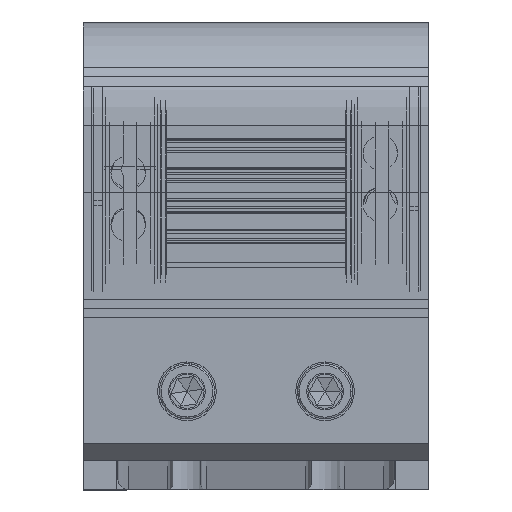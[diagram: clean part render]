
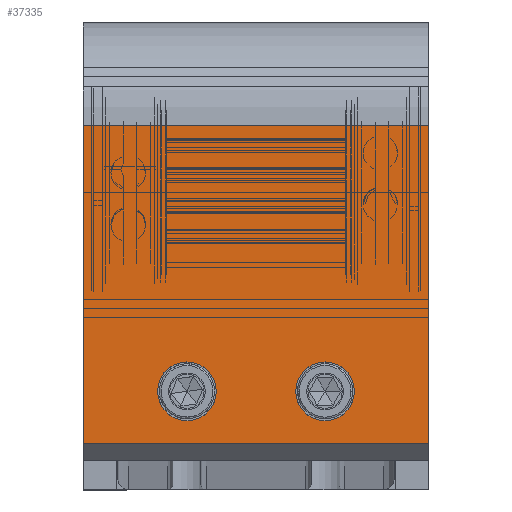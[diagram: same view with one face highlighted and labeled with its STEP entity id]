
A CAD part, top view. The second image highlights one B-rep face of the part: STEP entity #37335.
In plain terms, the highlighted planar face has unit normal (0, 0, 1).
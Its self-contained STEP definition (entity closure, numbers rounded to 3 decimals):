
#12722 = VERTEX_POINT ( 'NONE', #339289 ) ;
#28772 = DIRECTION ( 'NONE',  ( 0., 0., 1. ) ) ;
#30778 = DIRECTION ( 'NONE',  ( 1., 0., 0. ) ) ;
#32504 = LINE ( 'NONE', #344346, #123712 ) ;
#32783 = CARTESIAN_POINT ( 'NONE',  ( 131.658, 218.108, 657.202 ) ) ;
#36446 = CIRCLE ( 'NONE', #126984, 8.5 ) ;
#37335 = ADVANCED_FACE ( 'NONE', ( #384822, #170003, #192962 ), #80863, .F. ) ;
#38519 = DIRECTION ( 'NONE',  ( 0., -1., 0. ) ) ;
#40122 = ORIENTED_EDGE ( 'NONE', *, *, #201380, .F. ) ;
#41643 = CARTESIAN_POINT ( 'NONE',  ( 171.658, 218.108, 657.202 ) ) ;
#44486 = VERTEX_POINT ( 'NONE', #224197 ) ;
#47411 = CARTESIAN_POINT ( 'NONE',  ( 201.658, 203.108, 657.202 ) ) ;
#58612 = CARTESIAN_POINT ( 'NONE',  ( 201.658, 203.108, 657.202 ) ) ;
#61853 = CIRCLE ( 'NONE', #268530, 8.5 ) ;
#62167 = CARTESIAN_POINT ( 'NONE',  ( 101.658, 295.108, 657.202 ) ) ;
#63965 = DIRECTION ( 'NONE',  ( 1., 0., 0. ) ) ;
#64894 = CIRCLE ( 'NONE', #149052, 8.5 ) ;
#69956 = CARTESIAN_POINT ( 'NONE',  ( 131.658, 218.108, 657.202 ) ) ;
#79014 = DIRECTION ( 'NONE',  ( -1., 0., 0. ) ) ;
#80863 = PLANE ( 'NONE',  #270098 ) ;
#81473 = ORIENTED_EDGE ( 'NONE', *, *, #297994, .F. ) ;
#86673 = VECTOR ( 'NONE', #108179, 1000. ) ;
#88097 = LINE ( 'NONE', #181245, #209923 ) ;
#89659 = VERTEX_POINT ( 'NONE', #112585 ) ;
#92755 = VERTEX_POINT ( 'NONE', #58612 ) ;
#104473 = DIRECTION ( 'NONE',  ( 0., 0., 1. ) ) ;
#108179 = DIRECTION ( 'NONE',  ( 0., -1., 0. ) ) ;
#109395 = ORIENTED_EDGE ( 'NONE', *, *, #370796, .T. ) ;
#112302 = ORIENTED_EDGE ( 'NONE', *, *, #333400, .F. ) ;
#112585 = CARTESIAN_POINT ( 'NONE',  ( 180.158, 218.108, 657.202 ) ) ;
#118187 = ORIENTED_EDGE ( 'NONE', *, *, #304054, .T. ) ;
#119071 = CARTESIAN_POINT ( 'NONE',  ( 140.158, 218.108, 657.202 ) ) ;
#120034 = VERTEX_POINT ( 'NONE', #119071 ) ;
#121461 = DIRECTION ( 'NONE',  ( 1., 0., 0. ) ) ;
#123712 = VECTOR ( 'NONE', #38519, 1000. ) ;
#126984 = AXIS2_PLACEMENT_3D ( 'NONE', #69956, #313118, #63965 ) ;
#135844 = VERTEX_POINT ( 'NONE', #291493 ) ;
#138397 = CARTESIAN_POINT ( 'NONE',  ( 101.658, 203.108, 657.202 ) ) ;
#149052 = AXIS2_PLACEMENT_3D ( 'NONE', #41643, #104473, #165244 ) ;
#150967 = AXIS2_PLACEMENT_3D ( 'NONE', #305899, #151923, #121461 ) ;
#151923 = DIRECTION ( 'NONE',  ( 0., 0., 1. ) ) ;
#165244 = DIRECTION ( 'NONE',  ( 1., 0., 0. ) ) ;
#170003 = FACE_BOUND ( 'NONE', #272332, .T. ) ;
#176894 = LINE ( 'NONE', #47411, #86673 ) ;
#181245 = CARTESIAN_POINT ( 'NONE',  ( 201.658, 295.108, 657.202 ) ) ;
#186001 = DIRECTION ( 'NONE',  ( 0., 0., -1. ) ) ;
#188397 = EDGE_CURVE ( 'NONE', #44486, #89659, #64894, .T. ) ;
#192962 = FACE_OUTER_BOUND ( 'NONE', #240774, .T. ) ;
#201380 = EDGE_CURVE ( 'NONE', #92755, #383056, #293793, .T. ) ;
#201544 = ORIENTED_EDGE ( 'NONE', *, *, #304487, .F. ) ;
#203871 = ORIENTED_EDGE ( 'NONE', *, *, #316806, .F. ) ;
#209923 = VECTOR ( 'NONE', #298864, 1000. ) ;
#223993 = VERTEX_POINT ( 'NONE', #62167 ) ;
#224197 = CARTESIAN_POINT ( 'NONE',  ( 163.158, 218.108, 657.202 ) ) ;
#232895 = CARTESIAN_POINT ( 'NONE',  ( 201.658, 203.108, 657.202 ) ) ;
#240774 = EDGE_LOOP ( 'NONE', ( #109395, #40122, #112302, #118187 ) ) ;
#265792 = VECTOR ( 'NONE', #79014, 1000. ) ;
#267350 = CIRCLE ( 'NONE', #150967, 8.5 ) ;
#268530 = AXIS2_PLACEMENT_3D ( 'NONE', #32783, #28772, #30778 ) ;
#270098 = AXIS2_PLACEMENT_3D ( 'NONE', #370348, #186001, #400797 ) ;
#270349 = EDGE_LOOP ( 'NONE', ( #203871, #201544 ) ) ;
#272332 = EDGE_LOOP ( 'NONE', ( #81473, #338104 ) ) ;
#291493 = CARTESIAN_POINT ( 'NONE',  ( 123.158, 218.108, 657.202 ) ) ;
#293793 = LINE ( 'NONE', #232895, #265792 ) ;
#297994 = EDGE_CURVE ( 'NONE', #89659, #44486, #267350, .T. ) ;
#298864 = DIRECTION ( 'NONE',  ( -1., 0., 0. ) ) ;
#304054 = EDGE_CURVE ( 'NONE', #12722, #223993, #88097, .T. ) ;
#304487 = EDGE_CURVE ( 'NONE', #135844, #120034, #61853, .T. ) ;
#305899 = CARTESIAN_POINT ( 'NONE',  ( 171.658, 218.108, 657.202 ) ) ;
#313118 = DIRECTION ( 'NONE',  ( 0., 0., 1. ) ) ;
#316806 = EDGE_CURVE ( 'NONE', #120034, #135844, #36446, .T. ) ;
#333400 = EDGE_CURVE ( 'NONE', #12722, #92755, #176894, .T. ) ;
#338104 = ORIENTED_EDGE ( 'NONE', *, *, #188397, .F. ) ;
#339289 = CARTESIAN_POINT ( 'NONE',  ( 201.658, 295.108, 657.202 ) ) ;
#344346 = CARTESIAN_POINT ( 'NONE',  ( 101.658, 203.108, 657.202 ) ) ;
#370348 = CARTESIAN_POINT ( 'NONE',  ( 201.658, 203.108, 657.202 ) ) ;
#370796 = EDGE_CURVE ( 'NONE', #223993, #383056, #32504, .T. ) ;
#383056 = VERTEX_POINT ( 'NONE', #138397 ) ;
#384822 = FACE_BOUND ( 'NONE', #270349, .T. ) ;
#400797 = DIRECTION ( 'NONE',  ( 0., 1., 0. ) ) ;
